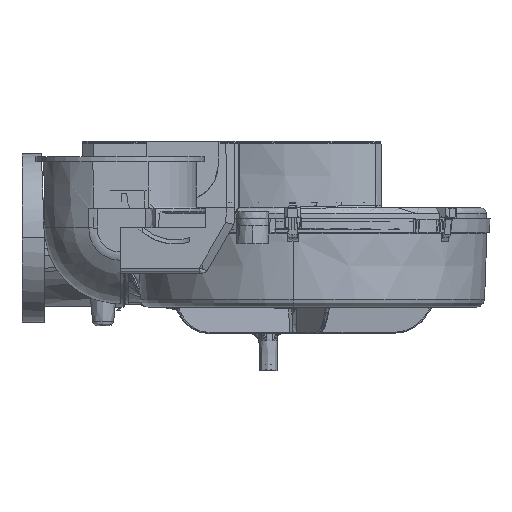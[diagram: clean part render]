
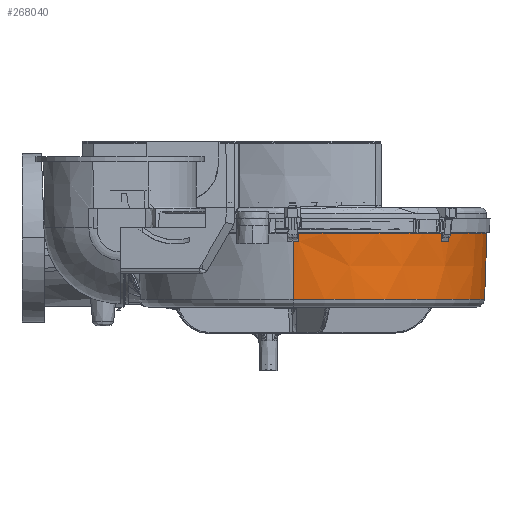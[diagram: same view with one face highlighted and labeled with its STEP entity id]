
A CAD part, front view. The second image highlights one B-rep face of the part: STEP entity #268040.
In plain terms, the highlighted conical face has half-angle 2 degrees and reference radius 90.842 mm.
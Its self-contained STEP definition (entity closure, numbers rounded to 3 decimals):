
#154430=CARTESIAN_POINT('',(95.236,-0.103,
-35.34));
#154440=VERTEX_POINT('',#154430);
#154470=CARTESIAN_POINT('',(96.383,-0.169,
-2.441));
#154480=DIRECTION('',(-0.035,0.002,
-0.999));
#154490=VECTOR('',#154480,32.918);
#154500=LINE('',#154470,#154490);
#154510=CARTESIAN_POINT('',(96.383,-0.169,
-2.441));
#154520=VERTEX_POINT('',#154510);
#154530=EDGE_CURVE('',#154520,#154440,#154500,.T.);
#231360=CARTESIAN_POINT('',(0.005,-85.002,
-35.34));
#231370=VERTEX_POINT('',#231360);
#231730=CARTESIAN_POINT('',(-0.052,-86.009,
-6.467));
#231740=VERTEX_POINT('',#231730);
#231770=CARTESIAN_POINT('',(-0.052,-86.009,
-6.467));
#231780=DIRECTION('',(0.002,0.035,
-0.999));
#231790=VECTOR('',#231780,28.89);
#231800=LINE('',#231770,#231790);
#231810=EDGE_CURVE('',#231740,#231370,#231800,.T.);
#265500=CARTESIAN_POINT('',(77.245,-51.048,
-2.441));
#265510=VERTEX_POINT('',#265500);
#265700=CARTESIAN_POINT('',(77.245,-51.048,
-2.441));
#265710=DIRECTION('',(0.005,0.063,
-0.998));
#265720=VECTOR('',#265710,1.);
#265730=LINE('',#265700,#265720);
#265740=CARTESIAN_POINT('',(77.266,-50.79,
-6.492));
#265750=VERTEX_POINT('',#265740);
#265760=EDGE_CURVE('',#265510,#265750,#265730,.T.);
#267110=CARTESIAN_POINT('',(73.624,-55.198,
-6.492));
#267120=VERTEX_POINT('',#267110);
#267330=CARTESIAN_POINT('',(77.266,-50.79,
-6.492));
#267340=CARTESIAN_POINT('',(76.876,-51.295,
-6.481));
#267350=CARTESIAN_POINT('',(76.086,-52.293,
-6.466));
#267360=CARTESIAN_POINT('',(74.877,-53.757,
-6.466));
#267370=CARTESIAN_POINT('',(74.045,-54.72,-6.481
));
#267380=CARTESIAN_POINT('',(73.624,-55.198,
-6.492));
#267390=B_SPLINE_CURVE_WITH_KNOTS('',3,(#267330,#267340,#267350,#267360,
#267370,#267380),.UNSPECIFIED.,.F.,.F.,(4,1,1,4),(0.,0.333,
0.667,1.),.UNSPECIFIED.);
#267400=EDGE_CURVE('',#265750,#267120,#267390,.T.);
#267450=CARTESIAN_POINT('',(5.12,5.12,-18.89));
#267460=DIRECTION('',(0.,0.,1.));
#267470=DIRECTION('',(1.,0.,0.));
#267480=AXIS2_PLACEMENT_3D('',#267450,#267460,#267470);
#267490=CONICAL_SURFACE('',#267480,90.842,0.035);
#267500=ORIENTED_EDGE('',*,*,#154530,.F.);
#267510=CARTESIAN_POINT('',(5.12,5.12,-35.34));
#267520=DIRECTION('',(0.,0.,-1.));
#267530=DIRECTION('',(0.998,-0.058,0.));
#267540=AXIS2_PLACEMENT_3D('',#267510,#267520,#267530);
#267550=CIRCLE('',#267540,90.267);
#267560=EDGE_CURVE('',#154440,#231370,#267550,.T.);
#267570=ORIENTED_EDGE('',*,*,#267560,.F.);
#267580=ORIENTED_EDGE('',*,*,#231810,.T.);
#267590=CARTESIAN_POINT('',(2.756,-86.124,
-6.492));
#267600=CARTESIAN_POINT('',(2.444,-86.116,
-6.487));
#267610=CARTESIAN_POINT('',(1.82,-86.097,
-6.477));
#267620=CARTESIAN_POINT('',(0.886,-86.059,
-6.469));
#267630=CARTESIAN_POINT('',(0.261,-86.027,
-6.467));
#267640=CARTESIAN_POINT('',(-0.052,-86.009,
-6.467));
#267650=B_SPLINE_CURVE_WITH_KNOTS('',3,(#267590,#267600,#267610,#267620,
#267630,#267640),.UNSPECIFIED.,.F.,.F.,(4,1,1,4),(0.,0.333,
0.667,1.),.UNSPECIFIED.);
#267660=CARTESIAN_POINT('',(2.756,-86.124,
-6.492));
#267670=VERTEX_POINT('',#267660);
#267680=EDGE_CURVE('',#267670,#231740,#267650,.T.);
#267690=ORIENTED_EDGE('',*,*,#267680,.T.);
#267700=CARTESIAN_POINT('',(2.536,-86.26,
-2.441));
#267710=DIRECTION('',(0.054,0.033,
-0.998));
#267720=VECTOR('',#267710,1.);
#267730=LINE('',#267700,#267720);
#267740=CARTESIAN_POINT('',(2.536,-86.26,
-2.441));
#267750=VERTEX_POINT('',#267740);
#267760=EDGE_CURVE('',#267750,#267670,#267730,.T.);
#267770=ORIENTED_EDGE('',*,*,#267760,.T.);
#267780=CARTESIAN_POINT('',(5.12,5.12,-2.441));
#267790=DIRECTION('',(0.,0.,1.));
#267800=DIRECTION('',(-0.028,-1.,0.));
#267810=AXIS2_PLACEMENT_3D('',#267780,#267790,#267800);
#267820=CIRCLE('',#267810,91.416);
#267830=CARTESIAN_POINT('',(73.873,-55.129,
-2.441));
#267840=VERTEX_POINT('',#267830);
#267850=EDGE_CURVE('',#267750,#267840,#267820,.T.);
#267860=ORIENTED_EDGE('',*,*,#267850,.F.);
#267870=CARTESIAN_POINT('',(73.624,-55.198,
-6.492));
#267880=DIRECTION('',(0.061,0.017,
0.998));
#267890=VECTOR('',#267880,1.);
#267900=LINE('',#267870,#267890);
#267910=EDGE_CURVE('',#267120,#267840,#267900,.T.);
#267920=ORIENTED_EDGE('',*,*,#267910,.T.);
#267930=ORIENTED_EDGE('',*,*,#267400,.T.);
#267940=ORIENTED_EDGE('',*,*,#265760,.T.);
#267950=CARTESIAN_POINT('',(5.12,5.12,-2.441));
#267960=DIRECTION('',(0.,0.,1.));
#267970=DIRECTION('',(0.789,-0.614,0.));
#267980=AXIS2_PLACEMENT_3D('',#267950,#267960,#267970);
#267990=CIRCLE('',#267980,91.416);
#268000=EDGE_CURVE('',#265510,#154520,#267990,.T.);
#268010=ORIENTED_EDGE('',*,*,#268000,.F.);
#268020=EDGE_LOOP('',(#268010,#267940,#267930,#267920,#267860,#267770,
#267690,#267580,#267570,#267500));
#268030=FACE_OUTER_BOUND('',#268020,.T.);
#268040=ADVANCED_FACE('',(#268030),#267490,.T.);
